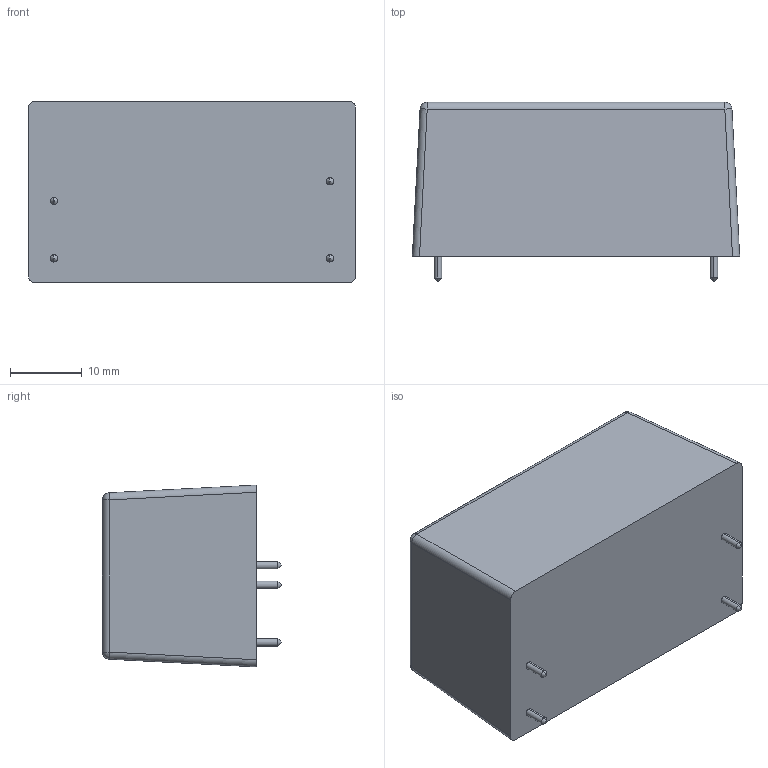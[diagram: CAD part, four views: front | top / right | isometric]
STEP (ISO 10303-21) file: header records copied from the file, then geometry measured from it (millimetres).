
FILE_DESCRIPTION (( 'STEP AP214' ), '1' );
FILE_NAME ('A53EA0E1-2C91-45C1-8D18-6E7C19359CB2.STEP', '2024-10-07T01:18:20', ( '' ), ( '' ), 'SwSTEP 2.0', 'SolidWorks 2022', '' );
FILE_SCHEMA (( 'AUTOMOTIVE_DESIGN' ));
Length unit declared in the file: millimetre
Products named in the file (1): A53EA0E1-2C91-45C1-8D18-6E7C19359CB2
Bounding box: 45.68 x 25 x 25.38 mm (x, y, z)
Volume: 23207.4 mm3; surface area: 5078.1 mm2
Topology: 1 solids, 1 shells, 38 faces, 80 edges, 44 vertices
Faces by surface type: cylinder 16, plane 10, cone 8, sphere 4
Entity records: 1230 total; most frequent: DIRECTION 186, CARTESIAN_POINT 171, ORIENTED_EDGE 152, EDGE_CURVE 76, AXIS2_PLACEMENT_3D 75, VERTEX_POINT 44, EDGE_LOOP 42, FACE_OUTER_BOUND 38
